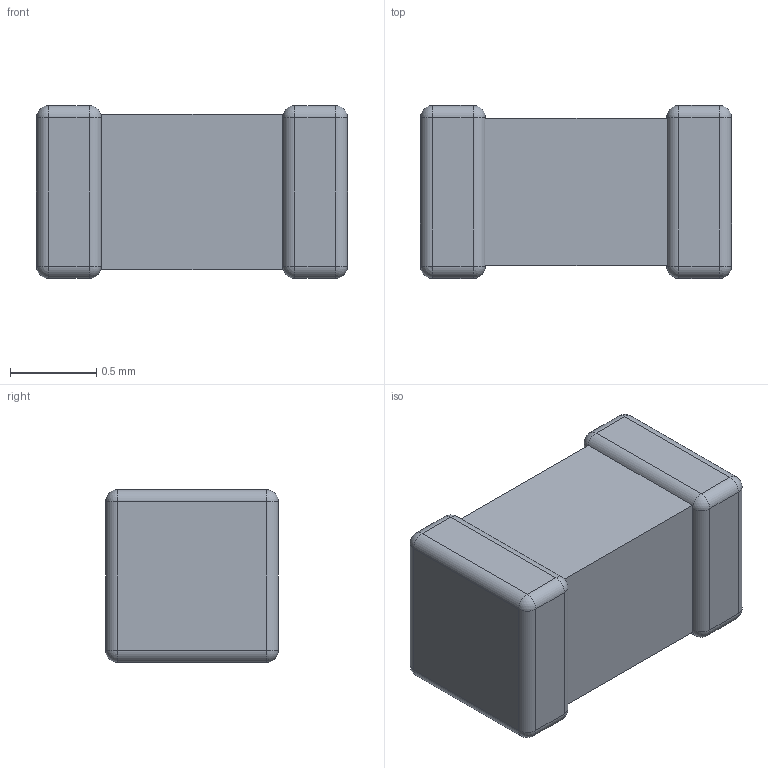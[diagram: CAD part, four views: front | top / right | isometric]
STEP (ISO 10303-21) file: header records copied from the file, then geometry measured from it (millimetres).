
FILE_DESCRIPTION(/* description */ (''),/* implementation_level */ '2;1');
FILE_NAME(/* name */ 'Murata - GRM188.step',/* time_stamp */ '2024-07-19T23:34:02+01:00',/* author */ (''),/* organization */ (''),/* preprocessor_version */ 'ST-DEVELOPER v20',/* originating_system */ 'Autodesk Translation Framework v13.14.0.145',/* authorisation */ '');
FILE_SCHEMA (('AUTOMOTIVE_DESIGN { 1 0 10303 214 3 1 1 }'));
Length unit declared in the file: millimetre
Products named in the file (1): Murata - GRM188
Bounding box: 1.8 x 1 x 1 mm (x, y, z)
Volume: 1.5 mm3; surface area: 8.6 mm2
Topology: 1 solids, 1 shells, 58 faces, 120 edges, 64 vertices
Faces by surface type: cylinder 24, plane 18, sphere 16
Entity records: 1547 total; most frequent: DIRECTION 294, CARTESIAN_POINT 243, ORIENTED_EDGE 240, EDGE_CURVE 120, AXIS2_PLACEMENT_3D 115, LINE 64, VECTOR 64, VERTEX_POINT 64
